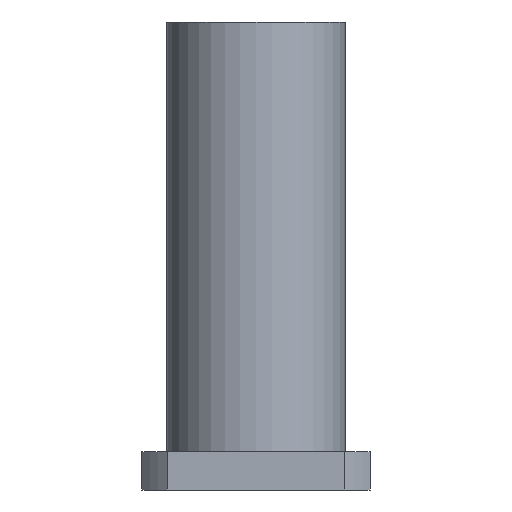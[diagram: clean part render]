
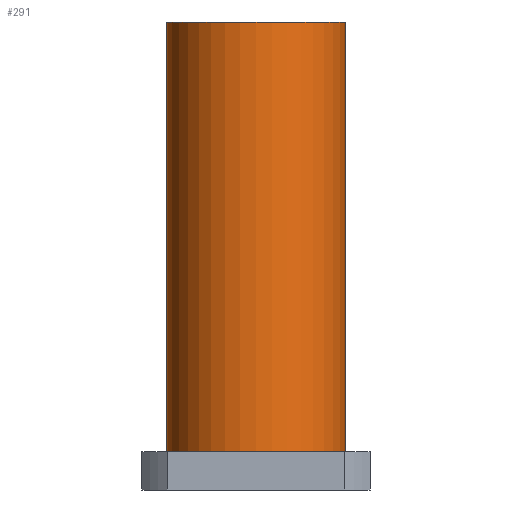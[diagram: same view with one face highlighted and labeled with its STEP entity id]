
A CAD part, front view. The second image highlights one B-rep face of the part: STEP entity #291.
In plain terms, the highlighted cylindrical face has radius 23.5 mm (diameter 47 mm), a partial arc.
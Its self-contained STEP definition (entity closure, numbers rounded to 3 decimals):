
#47 = CARTESIAN_POINT ( 'NONE',  ( 23.5, 0., -51.5 ) ) ;
#80 = LINE ( 'NONE', #776, #386 ) ;
#88 = CIRCLE ( 'NONE', #355, 23.5 ) ;
#89 = EDGE_CURVE ( 'NONE', #991, #290, #144, .T. ) ;
#93 = FACE_OUTER_BOUND ( 'NONE', #581, .T. ) ;
#99 = ORIENTED_EDGE ( 'NONE', *, *, #723, .F. ) ;
#144 = LINE ( 'NONE', #47, #353 ) ;
#147 = VERTEX_POINT ( 'NONE', #329 ) ;
#160 = CARTESIAN_POINT ( 'NONE',  ( 23.5, 0., 61.5 ) ) ;
#174 = DIRECTION ( 'NONE',  ( 0., 0., 1. ) ) ;
#213 = AXIS2_PLACEMENT_3D ( 'NONE', #347, #674, #1087 ) ;
#252 = ORIENTED_EDGE ( 'NONE', *, *, #89, .T. ) ;
#272 = EDGE_CURVE ( 'NONE', #994, #290, #88, .T. ) ;
#290 = VERTEX_POINT ( 'NONE', #160 ) ;
#291 = ADVANCED_FACE ( 'NONE', ( #93 ), #1112, .T. ) ;
#329 = CARTESIAN_POINT ( 'NONE',  ( -23.5, 0., -51.5 ) ) ;
#333 = DIRECTION ( 'NONE',  ( 0., 0., 1. ) ) ;
#338 = DIRECTION ( 'NONE',  ( 1., 0., 0. ) ) ;
#347 = CARTESIAN_POINT ( 'NONE',  ( 0., 0., -51.5 ) ) ;
#353 = VECTOR ( 'NONE', #333, 1000. ) ;
#355 = AXIS2_PLACEMENT_3D ( 'NONE', #512, #774, #338 ) ;
#373 = AXIS2_PLACEMENT_3D ( 'NONE', #424, #174, #499 ) ;
#386 = VECTOR ( 'NONE', #678, 1000. ) ;
#424 = CARTESIAN_POINT ( 'NONE',  ( 0., 0., -51.5 ) ) ;
#465 = CIRCLE ( 'NONE', #213, 23.5 ) ;
#499 = DIRECTION ( 'NONE',  ( 1., 0., 0. ) ) ;
#512 = CARTESIAN_POINT ( 'NONE',  ( 0., 0., 61.5 ) ) ;
#558 = ORIENTED_EDGE ( 'NONE', *, *, #828, .T. ) ;
#581 = EDGE_LOOP ( 'NONE', ( #99, #558, #252, #1103 ) ) ;
#674 = DIRECTION ( 'NONE',  ( 0., 0., 1. ) ) ;
#678 = DIRECTION ( 'NONE',  ( 0., 0., 1. ) ) ;
#723 = EDGE_CURVE ( 'NONE', #147, #994, #80, .T. ) ;
#774 = DIRECTION ( 'NONE',  ( 0., 0., 1. ) ) ;
#776 = CARTESIAN_POINT ( 'NONE',  ( -23.5, 0., -51.5 ) ) ;
#828 = EDGE_CURVE ( 'NONE', #147, #991, #465, .T. ) ;
#833 = CARTESIAN_POINT ( 'NONE',  ( -23.5, 0., 61.5 ) ) ;
#938 = CARTESIAN_POINT ( 'NONE',  ( 23.5, 0., -51.5 ) ) ;
#991 = VERTEX_POINT ( 'NONE', #938 ) ;
#994 = VERTEX_POINT ( 'NONE', #833 ) ;
#1087 = DIRECTION ( 'NONE',  ( 1., 0., 0. ) ) ;
#1103 = ORIENTED_EDGE ( 'NONE', *, *, #272, .F. ) ;
#1112 = CYLINDRICAL_SURFACE ( 'NONE', #373, 23.5 ) ;
